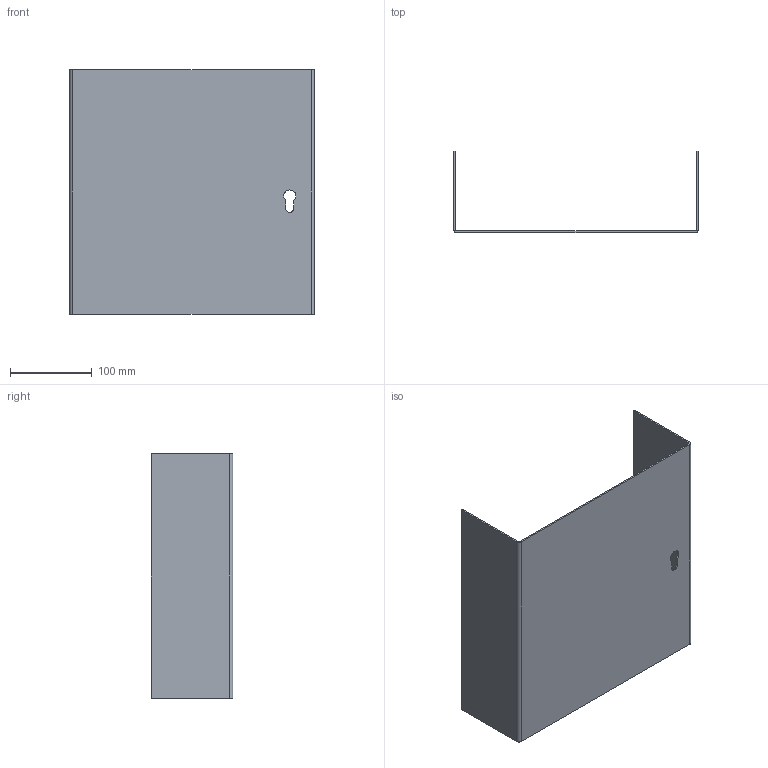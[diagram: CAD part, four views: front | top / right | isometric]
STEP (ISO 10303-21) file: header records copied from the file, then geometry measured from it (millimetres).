
FILE_DESCRIPTION(/* description */ ('STEP AP214'),/* implementation_level */ '2;1');
FILE_NAME(/* name */ '68cd53edb5c8643618fc731f',/* time_stamp */ '2025-09-19T13:00:30Z',/* author */ (''),/* organization */ (''),/* preprocessor_version */ 'ST-DEVELOPER v20',/* originating_system */ 'ONSHAPE BY PTC INC, 1.203',/* authorisation */ ' ');
FILE_SCHEMA (('AUTOMOTIVE_DESIGN {1 0 10303 214 3 1 1}'));
Length unit declared in the file: metre
Products named in the file (1): Part 1
Bounding box: 300 x 100 x 300 mm (x, y, z)
Volume: 294479.1 mm3; surface area: 297951.3 mm2
Topology: 1 solids, 1 shells, 27 faces, 59 edges, 34 vertices
Faces by surface type: plane 20, cylinder 7
Full cylindrical faces by diameter (mm): 25 x1
Entity records: 752 total; most frequent: DIRECTION 128, CARTESIAN_POINT 120, ORIENTED_EDGE 116, EDGE_CURVE 58, LINE 44, VECTOR 44, AXIS2_PLACEMENT_3D 42, VERTEX_POINT 34
